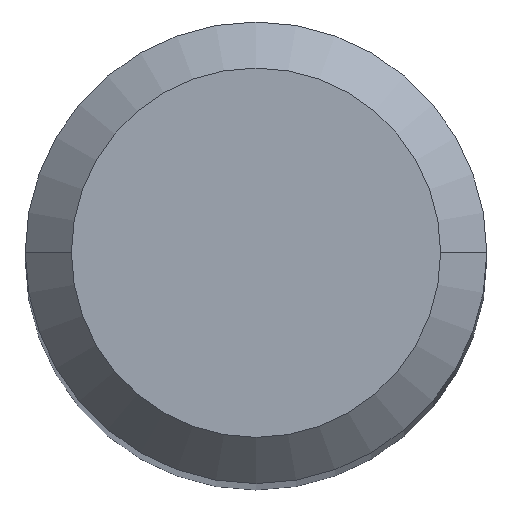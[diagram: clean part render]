
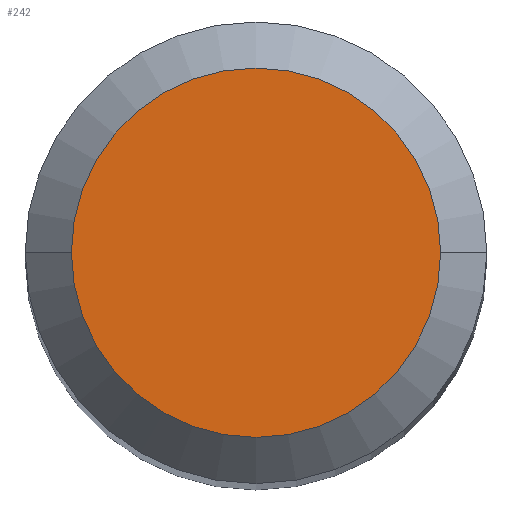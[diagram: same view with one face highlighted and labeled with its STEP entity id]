
A CAD part, top view. The second image highlights one B-rep face of the part: STEP entity #242.
In plain terms, the highlighted planar face has unit normal (0, 0, 1).
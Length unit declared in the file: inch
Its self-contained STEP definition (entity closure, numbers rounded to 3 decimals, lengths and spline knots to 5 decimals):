
#23 = CARTESIAN_POINT ( 'NONE',  ( 0., 0., 0. ) ) ;
#35 = AXIS2_PLACEMENT_3D ( 'NONE', #23, #423, #162 ) ;
#65 = FACE_OUTER_BOUND ( 'NONE', #72, .T. ) ;
#72 = EDGE_LOOP ( 'NONE', ( #449, #170 ) ) ;
#94 = VERTEX_POINT ( 'NONE', #197 ) ;
#114 = EDGE_CURVE ( 'NONE', #293, #94, #288, .T. ) ;
#117 = AXIS2_PLACEMENT_3D ( 'NONE', #149, #219, #263 ) ;
#149 = CARTESIAN_POINT ( 'NONE',  ( 0., 0., 0. ) ) ;
#162 = DIRECTION ( 'NONE',  ( 1., 0., 0. ) ) ;
#170 = ORIENTED_EDGE ( 'NONE', *, *, #408, .T. ) ;
#197 = CARTESIAN_POINT ( 'NONE',  ( 0.04724, 0., 0. ) ) ;
#219 = DIRECTION ( 'NONE',  ( 0., 0., 1. ) ) ;
#242 = ADVANCED_FACE ( 'NONE', ( #65 ), #399, .F. ) ;
#243 = DIRECTION ( 'NONE',  ( 0., 0., -1. ) ) ;
#263 = DIRECTION ( 'NONE',  ( 1., 0., 0. ) ) ;
#288 = CIRCLE ( 'NONE', #35, 0.04724 ) ;
#293 = VERTEX_POINT ( 'NONE', #481 ) ;
#324 = AXIS2_PLACEMENT_3D ( 'NONE', #405, #243, #442 ) ;
#326 = CIRCLE ( 'NONE', #117, 0.04724 ) ;
#399 = PLANE ( 'NONE',  #324 ) ;
#405 = CARTESIAN_POINT ( 'NONE',  ( 0., 0., 0. ) ) ;
#408 = EDGE_CURVE ( 'NONE', #94, #293, #326, .T. ) ;
#423 = DIRECTION ( 'NONE',  ( 0., 0., 1. ) ) ;
#442 = DIRECTION ( 'NONE',  ( -1., 0., 0. ) ) ;
#449 = ORIENTED_EDGE ( 'NONE', *, *, #114, .T. ) ;
#481 = CARTESIAN_POINT ( 'NONE',  ( -0.04724, 0., 0. ) ) ;
